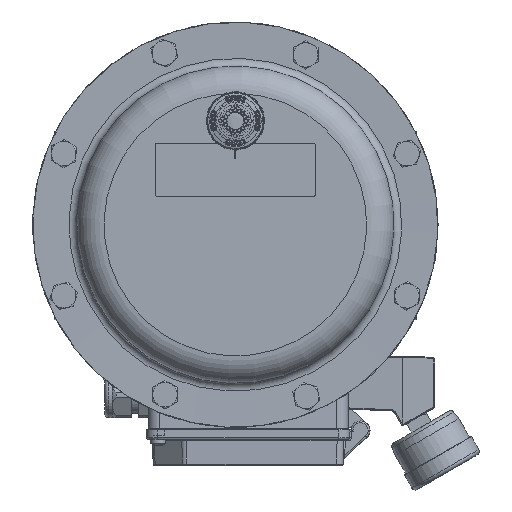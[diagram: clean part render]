
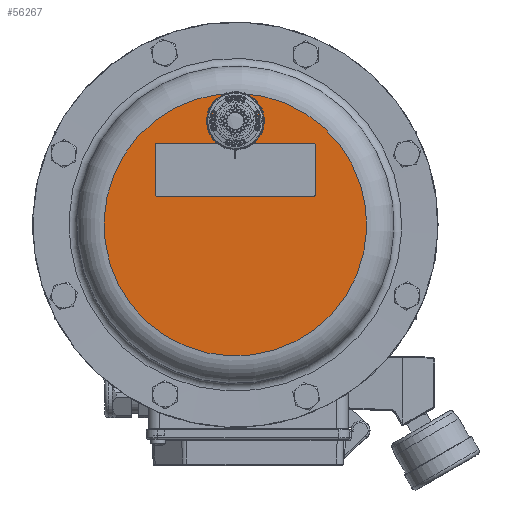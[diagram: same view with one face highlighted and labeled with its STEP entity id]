
A CAD part, top view. The second image highlights one B-rep face of the part: STEP entity #56267.
In plain terms, the highlighted planar face has unit normal (0, 0, 1).
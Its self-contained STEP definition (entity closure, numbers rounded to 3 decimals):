
#4616=FACE_BOUND('',#9056,.T.);
#4617=FACE_BOUND('',#9057,.T.);
#5727=FACE_OUTER_BOUND('',#9055,.T.);
#9055=EDGE_LOOP('',(#39263));
#9056=EDGE_LOOP('',(#39264,#39265,#39266,#39267,#39268,#39269,#39270,#39271));
#9057=EDGE_LOOP('',(#39272,#39273));
#12093=CIRCLE('',#59565,10.35);
#12165=CIRCLE('',#59665,69.65);
#12438=CIRCLE('',#60292,1.);
#12439=CIRCLE('',#60295,1.);
#12440=CIRCLE('',#60298,1.);
#12441=CIRCLE('',#60301,1.);
#12442=CIRCLE('',#60351,10.35);
#14812=LINE('',#96190,#18010);
#14816=LINE('',#96199,#18014);
#14819=LINE('',#96207,#18017);
#14822=LINE('',#96215,#18020);
#18010=VECTOR('',#68177,1000.);
#18014=VECTOR('',#68187,1000.);
#18017=VECTOR('',#68196,1000.);
#18020=VECTOR('',#68205,1000.);
#21616=VERTEX_POINT('',#92341);
#21617=VERTEX_POINT('',#92342);
#21705=VERTEX_POINT('',#92932);
#22263=VERTEX_POINT('',#96188);
#22264=VERTEX_POINT('',#96189);
#22265=VERTEX_POINT('',#96194);
#22266=VERTEX_POINT('',#96198);
#22267=VERTEX_POINT('',#96202);
#22268=VERTEX_POINT('',#96206);
#22269=VERTEX_POINT('',#96210);
#22270=VERTEX_POINT('',#96214);
#27352=EDGE_CURVE('',#21616,#21617,#12093,.T.);
#27472=EDGE_CURVE('',#21705,#21705,#12165,.T.);
#28365=EDGE_CURVE('',#22263,#22264,#14812,.T.);
#28368=EDGE_CURVE('',#22264,#22265,#12438,.T.);
#28370=EDGE_CURVE('',#22265,#22266,#14816,.T.);
#28372=EDGE_CURVE('',#22266,#22267,#12439,.T.);
#28374=EDGE_CURVE('',#22267,#22268,#14819,.T.);
#28376=EDGE_CURVE('',#22268,#22269,#12440,.T.);
#28378=EDGE_CURVE('',#22269,#22270,#14822,.T.);
#28380=EDGE_CURVE('',#22270,#22263,#12441,.T.);
#28453=EDGE_CURVE('',#21617,#21616,#12442,.T.);
#39263=ORIENTED_EDGE('',*,*,#27472,.F.);
#39264=ORIENTED_EDGE('',*,*,#28380,.F.);
#39265=ORIENTED_EDGE('',*,*,#28378,.F.);
#39266=ORIENTED_EDGE('',*,*,#28376,.F.);
#39267=ORIENTED_EDGE('',*,*,#28374,.F.);
#39268=ORIENTED_EDGE('',*,*,#28372,.F.);
#39269=ORIENTED_EDGE('',*,*,#28370,.F.);
#39270=ORIENTED_EDGE('',*,*,#28368,.F.);
#39271=ORIENTED_EDGE('',*,*,#28365,.F.);
#39272=ORIENTED_EDGE('',*,*,#28453,.T.);
#39273=ORIENTED_EDGE('',*,*,#27352,.T.);
#51242=PLANE('',#60350);
#56267=ADVANCED_FACE('',(#5727,#4616,#4617),#51242,.F.);
#59565=AXIS2_PLACEMENT_3D('',#92343,#66446,#66447);
#59665=AXIS2_PLACEMENT_3D('',#92934,#66673,#66674);
#60292=AXIS2_PLACEMENT_3D('',#96195,#68182,#68183);
#60295=AXIS2_PLACEMENT_3D('',#96203,#68191,#68192);
#60298=AXIS2_PLACEMENT_3D('',#96211,#68200,#68201);
#60301=AXIS2_PLACEMENT_3D('',#96218,#68209,#68210);
#60350=AXIS2_PLACEMENT_3D('',#96363,#68379,#68380);
#60351=AXIS2_PLACEMENT_3D('',#96364,#68381,#68382);
#66446=DIRECTION('center_axis',(0.,0.,
-1.));
#66447=DIRECTION('ref_axis',(-0.924,0.383,0.));
#66673=DIRECTION('center_axis',(0.,0.,
-1.));
#66674=DIRECTION('ref_axis',(-0.924,0.383,0.));
#68177=DIRECTION('',(0.,1.,0.));
#68182=DIRECTION('center_axis',(0.,0.,
1.));
#68183=DIRECTION('ref_axis',(0.,-1.,0.));
#68187=DIRECTION('',(-1.,0.,0.));
#68191=DIRECTION('center_axis',(0.,0.,
1.));
#68192=DIRECTION('ref_axis',(0.,-1.,0.));
#68196=DIRECTION('',(0.,-1.,0.));
#68200=DIRECTION('center_axis',(0.,0.,
1.));
#68201=DIRECTION('ref_axis',(0.,-1.,0.));
#68205=DIRECTION('',(1.,0.,0.));
#68209=DIRECTION('center_axis',(0.,0.,
1.));
#68210=DIRECTION('ref_axis',(0.,-1.,0.));
#68379=DIRECTION('center_axis',(0.,0.,
-1.));
#68380=DIRECTION('ref_axis',(-0.924,0.383,0.));
#68381=DIRECTION('center_axis',(0.,0.,
-1.));
#68382=DIRECTION('ref_axis',(-0.924,0.383,0.));
#92341=CARTESIAN_POINT('',(0.016,65.35,300.));
#92342=CARTESIAN_POINT('',(0.011,44.65,300.));
#92343=CARTESIAN_POINT('Origin',(0.013,55.,300.));
#92932=CARTESIAN_POINT('',(64.342,-26.67,300.));
#92934=CARTESIAN_POINT('Origin',(0.,0.,
300.));
#96188=CARTESIAN_POINT('',(42.504,15.99,300.));
#96189=CARTESIAN_POINT('',(42.51,41.99,300.));
#96190=CARTESIAN_POINT('',(42.504,15.99,300.));
#96194=CARTESIAN_POINT('',(41.51,42.99,300.));
#96195=CARTESIAN_POINT('Origin',(41.51,41.99,300.));
#96198=CARTESIAN_POINT('',(-41.49,43.01,300.));
#96199=CARTESIAN_POINT('',(41.51,42.99,300.));
#96202=CARTESIAN_POINT('',(-42.49,42.01,300.));
#96203=CARTESIAN_POINT('Origin',(-41.49,42.01,300.));
#96206=CARTESIAN_POINT('',(-42.496,16.01,300.));
#96207=CARTESIAN_POINT('',(-42.496,16.01,300.));
#96210=CARTESIAN_POINT('',(-41.496,15.01,300.));
#96211=CARTESIAN_POINT('Origin',(-41.496,16.01,300.));
#96214=CARTESIAN_POINT('',(41.504,14.99,300.));
#96215=CARTESIAN_POINT('',(41.504,14.99,300.));
#96218=CARTESIAN_POINT('Origin',(41.504,15.99,300.));
#96363=CARTESIAN_POINT('Origin',(0.,0.,
300.));
#96364=CARTESIAN_POINT('Origin',(0.013,55.,300.));
